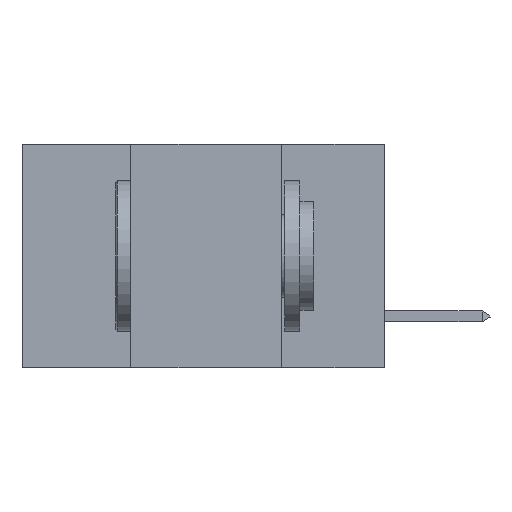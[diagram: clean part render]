
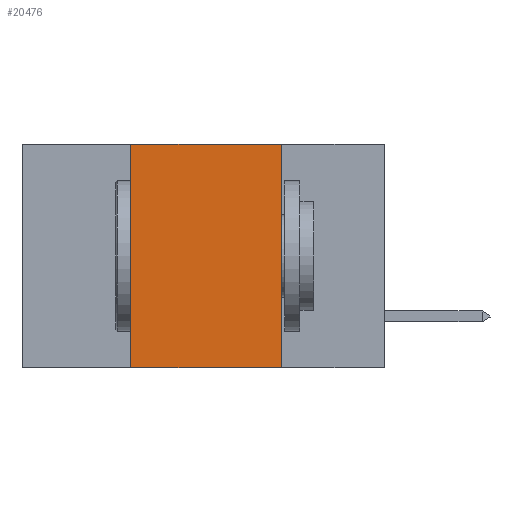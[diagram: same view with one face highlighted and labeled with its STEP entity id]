
A CAD part, left-side view. The second image highlights one B-rep face of the part: STEP entity #20476.
In plain terms, the highlighted planar face has unit normal (-1, 0, 0).
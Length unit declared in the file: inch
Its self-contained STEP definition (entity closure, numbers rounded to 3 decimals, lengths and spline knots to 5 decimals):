
#109 = LINE ( 'NONE', #2235, #2633 ) ;
#544 = EDGE_LOOP ( 'NONE', ( #19847, #9075, #14474, #21054 ) ) ;
#1504 = CARTESIAN_POINT ( 'NONE',  ( 0., 0.6, -0.37 ) ) ;
#1986 = VERTEX_POINT ( 'NONE', #7436 ) ;
#2235 = CARTESIAN_POINT ( 'NONE',  ( 0., 0.17, 0. ) ) ;
#2633 = VECTOR ( 'NONE', #5544, 39.37008 ) ;
#2969 = VERTEX_POINT ( 'NONE', #21654 ) ;
#5544 = DIRECTION ( 'NONE',  ( 0., 0., -1. ) ) ;
#5869 = CARTESIAN_POINT ( 'NONE',  ( 0., 0.42, 0. ) ) ;
#6019 = VECTOR ( 'NONE', #13840, 39.37008 ) ;
#6266 = EDGE_CURVE ( 'NONE', #17466, #1986, #8499, .T. ) ;
#7000 = DIRECTION ( 'NONE',  ( 0., -1., 0. ) ) ;
#7436 = CARTESIAN_POINT ( 'NONE',  ( 0., 0.17, 0. ) ) ;
#8499 = LINE ( 'NONE', #9853, #14059 ) ;
#8676 = CARTESIAN_POINT ( 'NONE',  ( 0., 0.6, 0. ) ) ;
#9075 = ORIENTED_EDGE ( 'NONE', *, *, #6266, .F. ) ;
#9853 = CARTESIAN_POINT ( 'NONE',  ( 0., 0.6, 0. ) ) ;
#10560 = LINE ( 'NONE', #18940, #6019 ) ;
#10951 = VECTOR ( 'NONE', #7000, 39.37008 ) ;
#11652 = AXIS2_PLACEMENT_3D ( 'NONE', #8676, #23204, #19420 ) ;
#12428 = CARTESIAN_POINT ( 'NONE',  ( 0., 0.17, -0.37 ) ) ;
#13840 = DIRECTION ( 'NONE',  ( 0., 0., 1. ) ) ;
#14059 = VECTOR ( 'NONE', #15211, 39.37008 ) ;
#14474 = ORIENTED_EDGE ( 'NONE', *, *, #19843, .F. ) ;
#14816 = EDGE_CURVE ( 'NONE', #2969, #23104, #21845, .T. ) ;
#15211 = DIRECTION ( 'NONE',  ( 0., -1., 0. ) ) ;
#15781 = PLANE ( 'NONE',  #11652 ) ;
#17466 = VERTEX_POINT ( 'NONE', #5869 ) ;
#18940 = CARTESIAN_POINT ( 'NONE',  ( 0., 0.42, 0. ) ) ;
#19420 = DIRECTION ( 'NONE',  ( 0., 0., -1. ) ) ;
#19843 = EDGE_CURVE ( 'NONE', #2969, #17466, #10560, .T. ) ;
#19847 = ORIENTED_EDGE ( 'NONE', *, *, #22564, .F. ) ;
#20476 = ADVANCED_FACE ( 'NONE', ( #21126 ), #15781, .F. ) ;
#21054 = ORIENTED_EDGE ( 'NONE', *, *, #14816, .T. ) ;
#21126 = FACE_OUTER_BOUND ( 'NONE', #544, .T. ) ;
#21654 = CARTESIAN_POINT ( 'NONE',  ( 0., 0.42, -0.37 ) ) ;
#21845 = LINE ( 'NONE', #1504, #10951 ) ;
#22564 = EDGE_CURVE ( 'NONE', #1986, #23104, #109, .T. ) ;
#23104 = VERTEX_POINT ( 'NONE', #12428 ) ;
#23204 = DIRECTION ( 'NONE',  ( 1., 0., 0. ) ) ;
